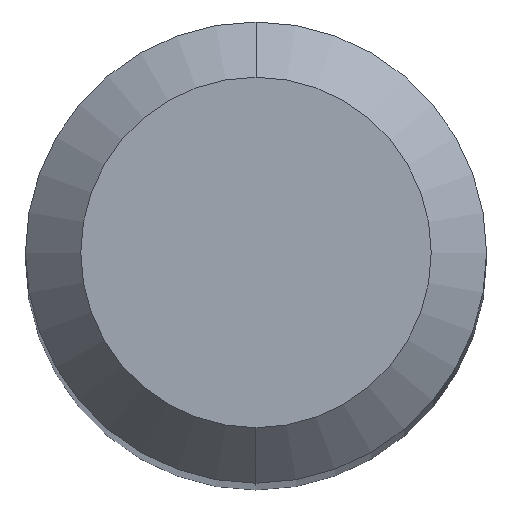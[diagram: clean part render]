
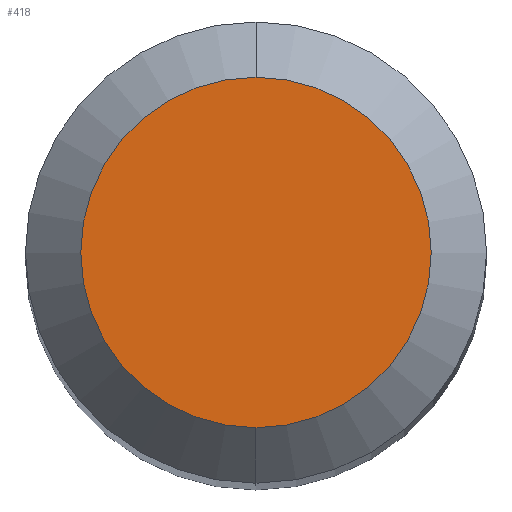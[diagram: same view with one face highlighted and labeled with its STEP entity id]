
A CAD part, top view. The second image highlights one B-rep face of the part: STEP entity #418.
In plain terms, the highlighted planar face has unit normal (0, 0, 1).
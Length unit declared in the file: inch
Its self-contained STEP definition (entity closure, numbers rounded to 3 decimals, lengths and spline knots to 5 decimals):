
#3 = DIRECTION ( 'NONE',  ( 0., -1., 0. ) ) ;
#64 = ORIENTED_EDGE ( 'NONE', *, *, #325, .T. ) ;
#73 = CARTESIAN_POINT ( 'NONE',  ( 0., 0.0475, 0. ) ) ;
#103 = CIRCLE ( 'NONE', #292, 0.0475 ) ;
#160 = FACE_OUTER_BOUND ( 'NONE', #343, .T. ) ;
#163 = DIRECTION ( 'NONE',  ( 0., 0., 1. ) ) ;
#165 = CARTESIAN_POINT ( 'NONE',  ( 0., 0., 0. ) ) ;
#177 = AXIS2_PLACEMENT_3D ( 'NONE', #73, #200, #270 ) ;
#200 = DIRECTION ( 'NONE',  ( 0., 0., -1. ) ) ;
#210 = CIRCLE ( 'NONE', #501, 0.0475 ) ;
#268 = EDGE_CURVE ( 'NONE', #449, #294, #103, .T. ) ;
#270 = DIRECTION ( 'NONE',  ( 0., 1., 0. ) ) ;
#292 = AXIS2_PLACEMENT_3D ( 'NONE', #328, #163, #408 ) ;
#294 = VERTEX_POINT ( 'NONE', #321 ) ;
#319 = PLANE ( 'NONE',  #177 ) ;
#321 = CARTESIAN_POINT ( 'NONE',  ( 0., 0.0475, 0. ) ) ;
#325 = EDGE_CURVE ( 'NONE', #294, #449, #210, .T. ) ;
#328 = CARTESIAN_POINT ( 'NONE',  ( 0., 0., 0. ) ) ;
#343 = EDGE_LOOP ( 'NONE', ( #64, #376 ) ) ;
#364 = DIRECTION ( 'NONE',  ( 0., 0., 1. ) ) ;
#376 = ORIENTED_EDGE ( 'NONE', *, *, #268, .T. ) ;
#383 = CARTESIAN_POINT ( 'NONE',  ( 0., -0.0475, 0. ) ) ;
#408 = DIRECTION ( 'NONE',  ( 0., -1., 0. ) ) ;
#418 = ADVANCED_FACE ( 'NONE', ( #160 ), #319, .F. ) ;
#449 = VERTEX_POINT ( 'NONE', #383 ) ;
#501 = AXIS2_PLACEMENT_3D ( 'NONE', #165, #364, #3 ) ;
